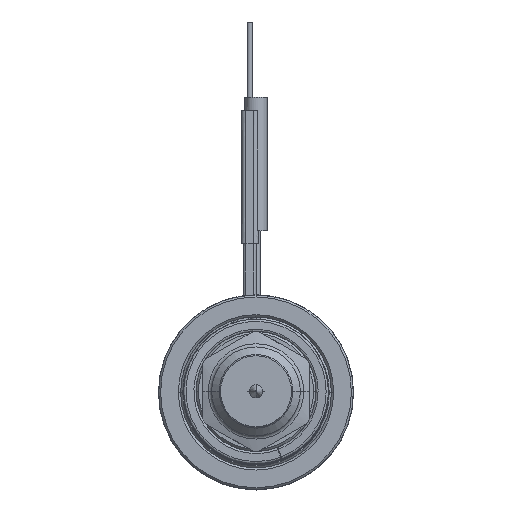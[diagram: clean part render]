
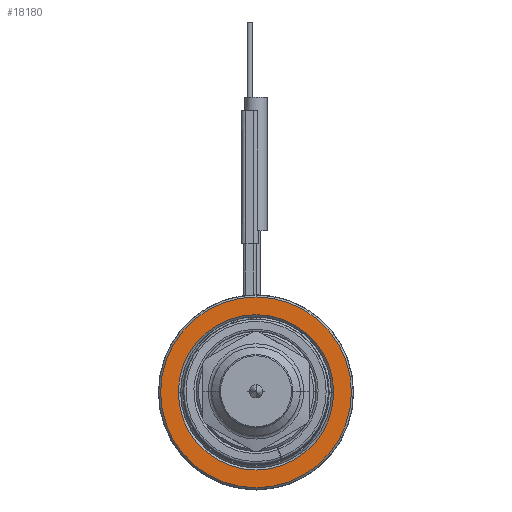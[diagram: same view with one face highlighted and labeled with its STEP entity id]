
A CAD part, top view. The second image highlights one B-rep face of the part: STEP entity #18180.
In plain terms, the highlighted planar face has unit normal (0, 0, 1).
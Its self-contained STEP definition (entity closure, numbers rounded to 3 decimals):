
#6886=CARTESIAN_POINT('',(0.,0.,40.));
#6887=DIRECTION('',(0.,0.,-1.));
#6888=DIRECTION('',(-1.,0.,0.));
#6889=AXIS2_PLACEMENT_3D('',#6886,#6887,#6888);
#6900=CARTESIAN_POINT('',(0.,0.,
40.));
#6901=DIRECTION('',(0.,0.,-1.));
#6902=DIRECTION('',(1.,0.,0.));
#6903=AXIS2_PLACEMENT_3D('',#6900,#6901,#6902);
#6914=CARTESIAN_POINT('',(0.,0.,
40.));
#6915=DIRECTION('',(0.,0.,-1.));
#6916=DIRECTION('',(1.,0.,0.));
#6917=AXIS2_PLACEMENT_3D('',#6914,#6915,#6916);
#6928=CARTESIAN_POINT('',(0.,0.,
40.));
#6929=DIRECTION('',(0.,0.,-1.));
#6930=DIRECTION('',(-1.,0.,0.));
#6931=AXIS2_PLACEMENT_3D('',#6928,#6929,#6930);
#7120=CARTESIAN_POINT('',(21.5,0.,40.));
#7121=CARTESIAN_POINT('',(-21.5,0.,40.));
#7122=VERTEX_POINT('',#7120);
#7123=VERTEX_POINT('',#7121);
#7124=CARTESIAN_POINT('',(17.5,0.,40.));
#7125=CARTESIAN_POINT('',(-17.5,0.,40.));
#7126=VERTEX_POINT('',#7124);
#7127=VERTEX_POINT('',#7125);
#18165=CARTESIAN_POINT('',(0.,0.,40.));
#18166=DIRECTION('',(0.,0.,1.));
#18167=DIRECTION('',(-1.,0.,0.));
#18168=AXIS2_PLACEMENT_3D('',#18165,#18166,#18167);
#18169=PLANE('',#18168);
#18170=ORIENTED_EDGE('',*,*,#18147,.T.);
#18171=ORIENTED_EDGE('',*,*,#18132,.T.);
#18172=EDGE_LOOP('',(#18170,#18171));
#18173=FACE_OUTER_BOUND('',#18172,.F.);
#18175=ORIENTED_EDGE('',*,*,#18174,.F.);
#18177=ORIENTED_EDGE('',*,*,#18176,.F.);
#18178=EDGE_LOOP('',(#18175,#18177));
#18179=FACE_BOUND('',#18178,.F.);
#6890=CIRCLE('',#6889,21.5);
#6904=CIRCLE('',#6903,21.5);
#6918=CIRCLE('',#6917,17.5);
#6932=CIRCLE('',#6931,17.5);
#18132=EDGE_CURVE('',#7123,#7122,#6890,.T.);
#18147=EDGE_CURVE('',#7122,#7123,#6904,.T.);
#18174=EDGE_CURVE('',#7126,#7127,#6918,.T.);
#18176=EDGE_CURVE('',#7127,#7126,#6932,.T.);
#18180=ADVANCED_FACE('',(#18173,#18179),#18169,.T.);
